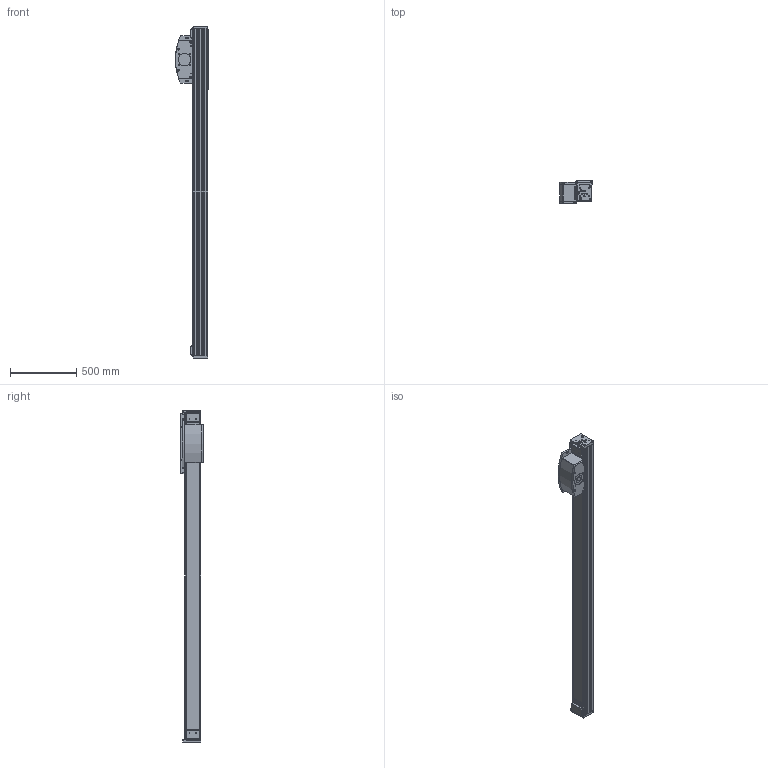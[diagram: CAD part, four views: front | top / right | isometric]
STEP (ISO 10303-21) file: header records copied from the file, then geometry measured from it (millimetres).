
FILE_DESCRIPTION(/* description */ ('STEP AP214'),/* implementation_level */ '2;1');
FILE_NAME(/* name */ '8082418_ELCC-TB-KF-110-2000-0H-P0-CR',/* time_stamp */ '2024-08-27T15:52:53+02:00',/* author */ ('License CC BY-ND 4.0'),/* organization */ ('CADENAS'),/* preprocessor_version */ 'ST-DEVELOPER v19.3',/* originating_system */ 'PARTsolutions',/* authorisation */ ' ');
FILE_SCHEMA (('AUTOMOTIVE_DESIGN {1 0 10303 214 3 1 1}'));
Length unit declared in the file: millimetre
Products named in the file (6): 8082418 ELCC-TB-KF-110-2000-0H-P0-CR---(0 high); 8060574 ELGC-TB-KF-110-2000-0---P0---(high)h; 8060574 ELCC-TB-KF-110---1---(high0)s; EGC-185-TB-KF__(CUP); 8137185 ZBH-12-B; ISO-4026 M5x6
Assembly tree (10 placements, depth 2):
  8082418 ELCC-TB-KF-110-2000-0H-P0-CR---(0 high)
    8060574 ELGC-TB-KF-110-2000-0---P0---(high)h
    8060574 ELCC-TB-KF-110---1---(high0)s
    EGC-185-TB-KF__(CUP)  x2
    8137185 ZBH-12-B  x4
    ISO-4026 M5x6  x2
Bounding box: 250.5 x 172.47 x 2508 mm (x, y, z)
Volume: 33971337.7 mm3; surface area: 2969862 mm2
Topology: 10 solids, 10 shells, 1089 faces, 2589 edges, 1664 vertices
Faces by surface type: plane 661, cylinder 253, cone 133, torus 42
Full cylindrical faces by diameter (mm): 4.134 x4, 4.917 x14, 5 x6, 5.5 x8, 6.647 x32, 7 x4, 8 x5, 9 x10, 12 x4, 13 x16, 15 x16, 16 x2, 18 x2, 32 x1, 60 x2, 91 x2, 95 x4
Entity records: 35593 total; most frequent: DIRECTION 4918, CARTESIAN_POINT 4872, ORIENTED_EDGE 4314, EDGE_CURVE 2157, AXIS2_PLACEMENT_3D 1720, VERTEX_POINT 1586, FACE_BOUND 1533, EDGE_LOOP 1496
